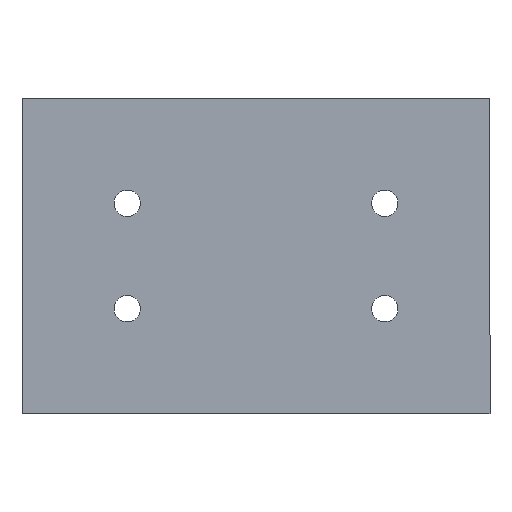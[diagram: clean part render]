
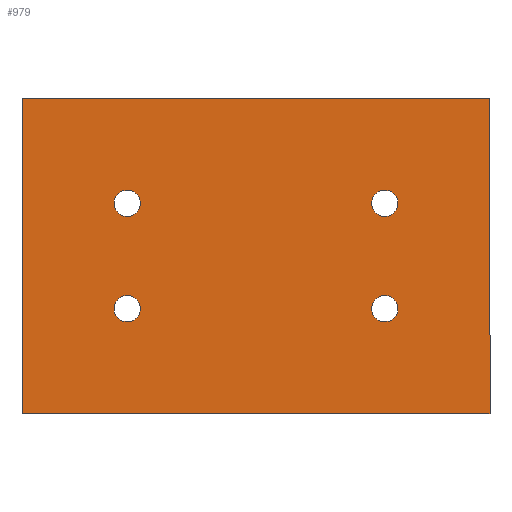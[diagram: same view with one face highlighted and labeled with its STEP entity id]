
A CAD part, left-side view. The second image highlights one B-rep face of the part: STEP entity #979.
In plain terms, the highlighted planar face has unit normal (-1, 0, 0).
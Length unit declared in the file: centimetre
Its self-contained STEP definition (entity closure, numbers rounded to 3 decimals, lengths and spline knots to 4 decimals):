
#6 = CARTESIAN_POINT ( 'NONE',  ( -4., 6.89, -3. ) ) ;
#8 = ORIENTED_EDGE ( 'NONE', *, *, #669, .F. ) ;
#24 = EDGE_LOOP ( 'NONE', ( #486, #647 ) ) ;
#28 = CARTESIAN_POINT ( 'NONE',  ( -4., 0., 1. ) ) ;
#39 = AXIS2_PLACEMENT_3D ( 'NONE', #753, #814, #759 ) ;
#47 = ORIENTED_EDGE ( 'NONE', *, *, #848, .F. ) ;
#50 = VERTEX_POINT ( 'NONE', #984 ) ;
#73 = VERTEX_POINT ( 'NONE', #828 ) ;
#85 = CARTESIAN_POINT ( 'NONE',  ( -4., 0., 0. ) ) ;
#103 = DIRECTION ( 'NONE',  ( 1., 0., 0. ) ) ;
#110 = CARTESIAN_POINT ( 'NONE',  ( -4., 2., -1. ) ) ;
#114 = CIRCLE ( 'NONE', #685, 0.25 ) ;
#115 = VERTEX_POINT ( 'NONE', #676 ) ;
#140 = DIRECTION ( 'NONE',  ( -1., 0., 0. ) ) ;
#142 = AXIS2_PLACEMENT_3D ( 'NONE', #110, #731, #344 ) ;
#144 = AXIS2_PLACEMENT_3D ( 'NONE', #590, #896, #278 ) ;
#163 = CARTESIAN_POINT ( 'NONE',  ( -4., 8.89, -5. ) ) ;
#166 = DIRECTION ( 'NONE',  ( 0., 0., -1. ) ) ;
#169 = EDGE_CURVE ( 'NONE', #251, #482, #423, .T. ) ;
#172 = FACE_BOUND ( 'NONE', #435, .T. ) ;
#180 = ORIENTED_EDGE ( 'NONE', *, *, #636, .T. ) ;
#189 = CARTESIAN_POINT ( 'NONE',  ( -4., 6.89, -3.25 ) ) ;
#191 = FACE_BOUND ( 'NONE', #960, .T. ) ;
#194 = EDGE_CURVE ( 'NONE', #458, #629, #860, .T. ) ;
#197 = ORIENTED_EDGE ( 'NONE', *, *, #386, .T. ) ;
#220 = CARTESIAN_POINT ( 'NONE',  ( -4., 2., -1. ) ) ;
#223 = DIRECTION ( 'NONE',  ( 0., 0., 1. ) ) ;
#251 = VERTEX_POINT ( 'NONE', #942 ) ;
#259 = CARTESIAN_POINT ( 'NONE',  ( -4., 0., 1. ) ) ;
#262 = VERTEX_POINT ( 'NONE', #434 ) ;
#267 = EDGE_CURVE ( 'NONE', #115, #515, #549, .T. ) ;
#278 = DIRECTION ( 'NONE',  ( 0., 0., -1. ) ) ;
#292 = VECTOR ( 'NONE', #715, 100. ) ;
#313 = CIRCLE ( 'NONE', #39, 0.25 ) ;
#316 = EDGE_CURVE ( 'NONE', #629, #458, #114, .T. ) ;
#334 = CARTESIAN_POINT ( 'NONE',  ( -4., 8.89, 1. ) ) ;
#336 = FACE_BOUND ( 'NONE', #499, .T. ) ;
#344 = DIRECTION ( 'NONE',  ( 0., 0., -1. ) ) ;
#350 = EDGE_CURVE ( 'NONE', #515, #115, #313, .T. ) ;
#367 = VERTEX_POINT ( 'NONE', #817 ) ;
#376 = VECTOR ( 'NONE', #962, 100. ) ;
#379 = DIRECTION ( 'NONE',  ( -1., 0., 0. ) ) ;
#386 = EDGE_CURVE ( 'NONE', #482, #50, #909, .T. ) ;
#390 = VECTOR ( 'NONE', #822, 100. ) ;
#394 = DIRECTION ( 'NONE',  ( 0., 0., -1. ) ) ;
#398 = ORIENTED_EDGE ( 'NONE', *, *, #350, .F. ) ;
#402 = EDGE_CURVE ( 'NONE', #970, #251, #501, .T. ) ;
#403 = FACE_BOUND ( 'NONE', #24, .T. ) ;
#415 = CIRCLE ( 'NONE', #142, 0.25 ) ;
#423 = LINE ( 'NONE', #334, #376 ) ;
#434 = CARTESIAN_POINT ( 'NONE',  ( -4., 2., -1.25 ) ) ;
#435 = EDGE_LOOP ( 'NONE', ( #398, #933 ) ) ;
#448 = DIRECTION ( 'NONE',  ( 0., 0., 1. ) ) ;
#450 = EDGE_CURVE ( 'NONE', #569, #73, #910, .T. ) ;
#458 = VERTEX_POINT ( 'NONE', #621 ) ;
#482 = VERTEX_POINT ( 'NONE', #163 ) ;
#486 = ORIENTED_EDGE ( 'NONE', *, *, #194, .F. ) ;
#499 = EDGE_LOOP ( 'NONE', ( #719, #772 ) ) ;
#501 = LINE ( 'NONE', #897, #390 ) ;
#515 = VERTEX_POINT ( 'NONE', #610 ) ;
#519 = AXIS2_PLACEMENT_3D ( 'NONE', #6, #993, #166 ) ;
#523 = CARTESIAN_POINT ( 'NONE',  ( -4., 8.89, -5. ) ) ;
#540 = CIRCLE ( 'NONE', #144, 0.25 ) ;
#547 = PLANE ( 'NONE',  #819 ) ;
#549 = CIRCLE ( 'NONE', #638, 0.25 ) ;
#564 = LINE ( 'NONE', #259, #292 ) ;
#566 = EDGE_LOOP ( 'NONE', ( #797, #926, #197, #180 ) ) ;
#569 = VERTEX_POINT ( 'NONE', #189 ) ;
#581 = DIRECTION ( 'NONE',  ( -1., 0., 0. ) ) ;
#590 = CARTESIAN_POINT ( 'NONE',  ( -4., 6.89, -3. ) ) ;
#591 = DIRECTION ( 'NONE',  ( 0., -1., 0. ) ) ;
#610 = CARTESIAN_POINT ( 'NONE',  ( -4., 2., -2.75 ) ) ;
#621 = CARTESIAN_POINT ( 'NONE',  ( -4., 6.89, -0.75 ) ) ;
#629 = VERTEX_POINT ( 'NONE', #648 ) ;
#636 = EDGE_CURVE ( 'NONE', #50, #970, #564, .T. ) ;
#638 = AXIS2_PLACEMENT_3D ( 'NONE', #988, #977, #223 ) ;
#647 = ORIENTED_EDGE ( 'NONE', *, *, #316, .F. ) ;
#648 = CARTESIAN_POINT ( 'NONE',  ( -4., 6.89, -1.25 ) ) ;
#654 = CARTESIAN_POINT ( 'NONE',  ( -4., 6.89, -1. ) ) ;
#669 = EDGE_CURVE ( 'NONE', #262, #367, #415, .T. ) ;
#676 = CARTESIAN_POINT ( 'NONE',  ( -4., 2., -3.25 ) ) ;
#684 = CARTESIAN_POINT ( 'NONE',  ( -4., 6.89, -1. ) ) ;
#685 = AXIS2_PLACEMENT_3D ( 'NONE', #684, #140, #448 ) ;
#687 = DIRECTION ( 'NONE',  ( 0., 0., -1. ) ) ;
#715 = DIRECTION ( 'NONE',  ( 0., 0., 1. ) ) ;
#719 = ORIENTED_EDGE ( 'NONE', *, *, #740, .F. ) ;
#731 = DIRECTION ( 'NONE',  ( -1., 0., 0. ) ) ;
#737 = DIRECTION ( 'NONE',  ( 0., 0., 1. ) ) ;
#740 = EDGE_CURVE ( 'NONE', #73, #569, #540, .T. ) ;
#753 = CARTESIAN_POINT ( 'NONE',  ( -4., 2., -3. ) ) ;
#754 = VECTOR ( 'NONE', #591, 100. ) ;
#759 = DIRECTION ( 'NONE',  ( 0., 0., 1. ) ) ;
#772 = ORIENTED_EDGE ( 'NONE', *, *, #450, .F. ) ;
#797 = ORIENTED_EDGE ( 'NONE', *, *, #402, .T. ) ;
#814 = DIRECTION ( 'NONE',  ( -1., 0., 0. ) ) ;
#817 = CARTESIAN_POINT ( 'NONE',  ( -4., 2., -0.75 ) ) ;
#819 = AXIS2_PLACEMENT_3D ( 'NONE', #85, #103, #394 ) ;
#822 = DIRECTION ( 'NONE',  ( 0., 1., 0. ) ) ;
#828 = CARTESIAN_POINT ( 'NONE',  ( -4., 6.89, -2.75 ) ) ;
#833 = AXIS2_PLACEMENT_3D ( 'NONE', #220, #379, #687 ) ;
#841 = AXIS2_PLACEMENT_3D ( 'NONE', #654, #581, #737 ) ;
#848 = EDGE_CURVE ( 'NONE', #367, #262, #884, .T. ) ;
#859 = FACE_OUTER_BOUND ( 'NONE', #566, .T. ) ;
#860 = CIRCLE ( 'NONE', #841, 0.25 ) ;
#884 = CIRCLE ( 'NONE', #833, 0.25 ) ;
#896 = DIRECTION ( 'NONE',  ( -1., 0., 0. ) ) ;
#897 = CARTESIAN_POINT ( 'NONE',  ( -4., 8.89, 1. ) ) ;
#909 = LINE ( 'NONE', #523, #754 ) ;
#910 = CIRCLE ( 'NONE', #519, 0.25 ) ;
#926 = ORIENTED_EDGE ( 'NONE', *, *, #169, .T. ) ;
#933 = ORIENTED_EDGE ( 'NONE', *, *, #267, .F. ) ;
#942 = CARTESIAN_POINT ( 'NONE',  ( -4., 8.89, 1. ) ) ;
#960 = EDGE_LOOP ( 'NONE', ( #47, #8 ) ) ;
#962 = DIRECTION ( 'NONE',  ( 0., 0., -1. ) ) ;
#970 = VERTEX_POINT ( 'NONE', #28 ) ;
#977 = DIRECTION ( 'NONE',  ( -1., 0., 0. ) ) ;
#979 = ADVANCED_FACE ( 'NONE', ( #336, #172, #191, #403, #859 ), #547, .F. ) ;
#984 = CARTESIAN_POINT ( 'NONE',  ( -4., 0., -5. ) ) ;
#988 = CARTESIAN_POINT ( 'NONE',  ( -4., 2., -3. ) ) ;
#993 = DIRECTION ( 'NONE',  ( -1., 0., 0. ) ) ;
